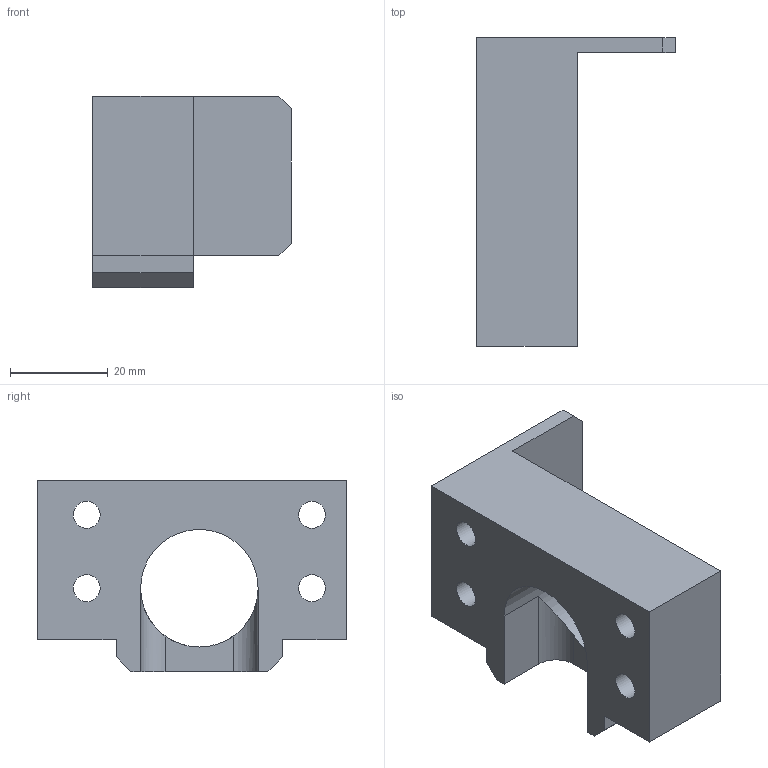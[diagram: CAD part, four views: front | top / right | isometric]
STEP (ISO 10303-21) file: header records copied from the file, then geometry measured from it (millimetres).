
FILE_DESCRIPTION(/* description */ (''),/* implementation_level */ '2;1');
FILE_NAME(/* name */ 'X Axis ballscrew mount LEFT.step',/* time_stamp */ '2024-11-17T19:07:38+01:00',/* author */ (''),/* organization */ (''),/* preprocessor_version */ 'ST-DEVELOPER v20',/* originating_system */ 'Autodesk Translation Framework v13.20.0.188',/* authorisation */ '');
FILE_SCHEMA (('AUTOMOTIVE_DESIGN { 1 0 10303 214 3 1 1 }'));
Length unit declared in the file: millimetre
Products named in the file (1): FusionComponent
Bounding box: 40.5 x 63 x 39 mm (x, y, z)
Volume: 34357.9 mm3; surface area: 11630.7 mm2
Topology: 1 solids, 1 shells, 92 faces, 262 edges, 173 vertices
Faces by surface type: cylinder 63, plane 23, bspline 4, cone 2
Full cylindrical faces by diameter (mm): 2.529 x14, 3.086 x6, 5.5 x4, 24 x1
Entity records: 6343 total; most frequent: CARTESIAN_POINT 4108, ORIENTED_EDGE 524, DIRECTION 349, EDGE_CURVE 262, VERTEX_POINT 173, B_SPLINE_CURVE_WITH_KNOTS 120, AXIS2_PLACEMENT_3D 118, LINE 113
